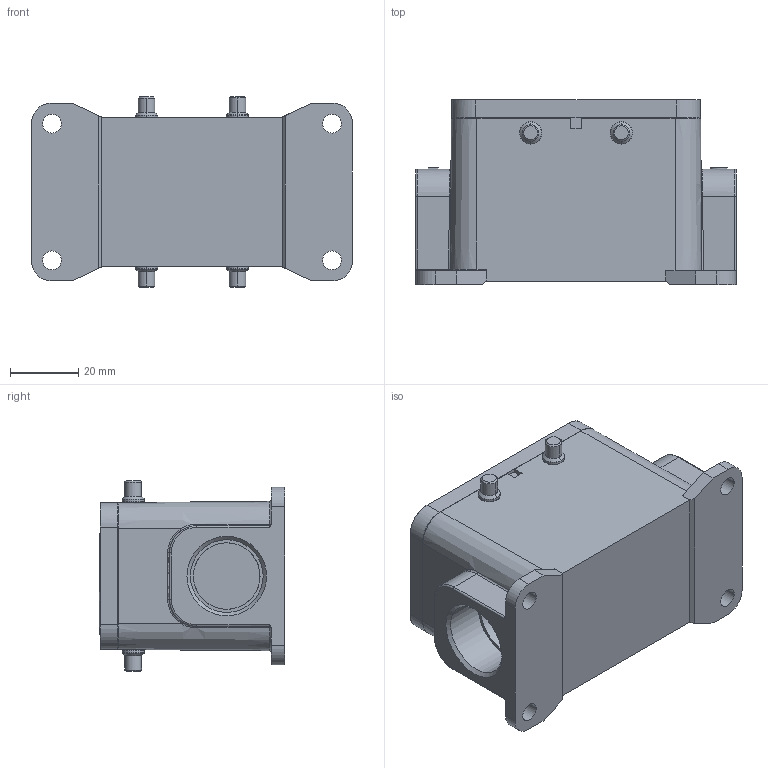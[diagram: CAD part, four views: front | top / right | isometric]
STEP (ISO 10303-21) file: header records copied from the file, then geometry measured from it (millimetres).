
FILE_DESCRIPTION(/* description */ (''),/* implementation_level */ '2;1');
FILE_NAME(/* name */ 'asm.stp',/* time_stamp */ '2023-08-25T10:20:10+08:00',/* author */ (''),/* organization */ (''),/* preprocessor_version */ 'ST-DEVELOPER v18.1',/* originating_system */ 'SIEMENS PLM Software NX 1980',/* authorisation */ '');
FILE_SCHEMA (('AUTOMOTIVE_DESIGN { 1 0 10303 214 3 1 1 1 }'));
Length unit declared in the file: millimetre
Products named in the file (1): 13843F4081DExady
Bounding box: 94 x 54.34 x 55.88 mm (x, y, z)
Volume: 75773 mm3; surface area: 36732.4 mm2
Topology: 6 solids, 6 shells, 451 faces, 1153 edges, 726 vertices
Faces by surface type: plane 205, cylinder 144, cone 54, torus 40, sphere 7, bspline 1
Full cylindrical faces by diameter (mm): 3 x4, 18.5 x1, 19.5 x1, 21.3 x1
Entity records: 14467 total; most frequent: CARTESIAN_POINT 3647, ORIENTED_EDGE 2240, DIRECTION 2226, EDGE_CURVE 1120, AXIS2_PLACEMENT_3D 818, VERTEX_POINT 719, LINE 590, VECTOR 590
